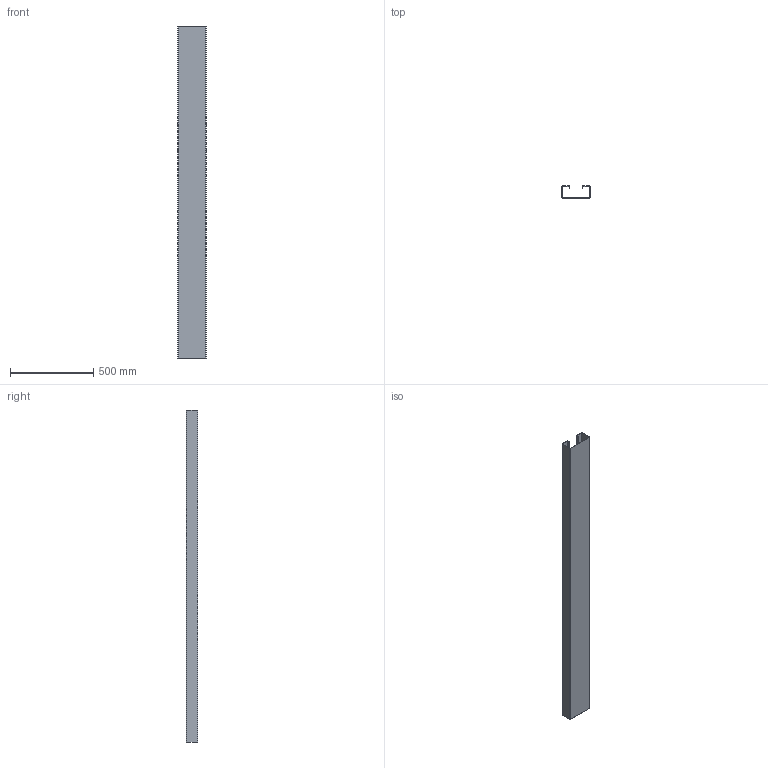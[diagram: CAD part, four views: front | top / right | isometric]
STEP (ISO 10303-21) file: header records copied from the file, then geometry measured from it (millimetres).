
FILE_DESCRIPTION (( 'STEP AP214' ), '1' );
FILE_NAME ('6274706.stp', '2016-05-06T13:37:00', ( '' ), ( '' ), 'SwSTEP 2.0', 'SolidWorks 2014', '' );
FILE_SCHEMA (( 'AUTOMOTIVE_DESIGN' ));
Length unit declared in the file: millimetre
Products named in the file (2): 6274706; 005100_GEK_K_70170
Assembly tree (1 placements, depth 2):
  6274706
    005100_GEK_K_70170
Bounding box: 170 x 70 x 2000 mm (x, y, z)
Volume: 2210206.2 mm3; surface area: 1669001.7 mm2
Topology: 1 solids, 1 shells, 56 faces, 162 edges, 108 vertices
Faces by surface type: plane 32, cylinder 24
Entity records: 1920 total; most frequent: CARTESIAN_POINT 330, DIRECTION 330, ORIENTED_EDGE 324, EDGE_CURVE 162, VECTOR 114, LINE 114, AXIS2_PLACEMENT_3D 108, VERTEX_POINT 108
